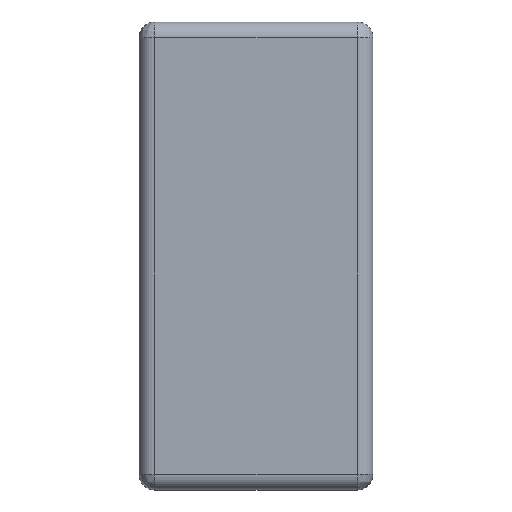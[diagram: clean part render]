
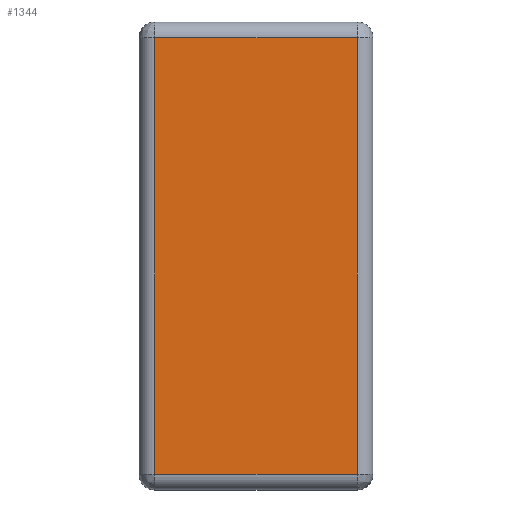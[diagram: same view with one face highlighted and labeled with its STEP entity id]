
A CAD part, top view. The second image highlights one B-rep face of the part: STEP entity #1344.
In plain terms, the highlighted planar face has unit normal (0, 0, 1).
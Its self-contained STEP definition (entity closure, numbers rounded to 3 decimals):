
#3 = ORIENTED_EDGE ( 'NONE', *, *, #1406, .F. ) ;
#4 = DIRECTION ( 'NONE',  ( -1., 0., 0. ) ) ;
#242 = LINE ( 'NONE', #1605, #1411 ) ;
#267 = EDGE_CURVE ( 'NONE', #556, #1974, #242, .T. ) ;
#304 = LINE ( 'NONE', #1282, #1227 ) ;
#364 = VERTEX_POINT ( 'NONE', #1965 ) ;
#482 = CARTESIAN_POINT ( 'NONE',  ( 19.5, -42., 4. ) ) ;
#556 = VERTEX_POINT ( 'NONE', #482 ) ;
#729 = VECTOR ( 'NONE', #2089, 1000. ) ;
#772 = DIRECTION ( 'NONE',  ( 0., 1., 0. ) ) ;
#799 = CARTESIAN_POINT ( 'NONE',  ( 19.5, 45., 4. ) ) ;
#870 = EDGE_LOOP ( 'NONE', ( #1364, #1616, #3, #896 ) ) ;
#885 = CARTESIAN_POINT ( 'NONE',  ( -19.5, 42., 4. ) ) ;
#896 = ORIENTED_EDGE ( 'NONE', *, *, #1878, .F. ) ;
#1117 = PLANE ( 'NONE',  #1144 ) ;
#1144 = AXIS2_PLACEMENT_3D ( 'NONE', #1604, #1427, #1732 ) ;
#1149 = LINE ( 'NONE', #799, #2019 ) ;
#1203 = VERTEX_POINT ( 'NONE', #885 ) ;
#1227 = VECTOR ( 'NONE', #772, 1000. ) ;
#1282 = CARTESIAN_POINT ( 'NONE',  ( -19.5, 45., 4. ) ) ;
#1299 = LINE ( 'NONE', #1759, #729 ) ;
#1316 = CARTESIAN_POINT ( 'NONE',  ( -19.5, -42., 4. ) ) ;
#1344 = ADVANCED_FACE ( 'NONE', ( #1837 ), #1117, .F. ) ;
#1364 = ORIENTED_EDGE ( 'NONE', *, *, #1388, .F. ) ;
#1388 = EDGE_CURVE ( 'NONE', #1974, #1203, #304, .T. ) ;
#1406 = EDGE_CURVE ( 'NONE', #364, #556, #1149, .T. ) ;
#1411 = VECTOR ( 'NONE', #4, 1000. ) ;
#1427 = DIRECTION ( 'NONE',  ( 0., 0., -1. ) ) ;
#1604 = CARTESIAN_POINT ( 'NONE',  ( 22.5, 45., 4. ) ) ;
#1605 = CARTESIAN_POINT ( 'NONE',  ( 22.5, -42., 4. ) ) ;
#1616 = ORIENTED_EDGE ( 'NONE', *, *, #267, .F. ) ;
#1732 = DIRECTION ( 'NONE',  ( 0., 1., 0. ) ) ;
#1759 = CARTESIAN_POINT ( 'NONE',  ( 22.5, 42., 4. ) ) ;
#1837 = FACE_OUTER_BOUND ( 'NONE', #870, .T. ) ;
#1878 = EDGE_CURVE ( 'NONE', #1203, #364, #1299, .T. ) ;
#1933 = DIRECTION ( 'NONE',  ( 0., -1., 0. ) ) ;
#1965 = CARTESIAN_POINT ( 'NONE',  ( 19.5, 42., 4. ) ) ;
#1974 = VERTEX_POINT ( 'NONE', #1316 ) ;
#2019 = VECTOR ( 'NONE', #1933, 1000. ) ;
#2089 = DIRECTION ( 'NONE',  ( 1., 0., 0. ) ) ;
